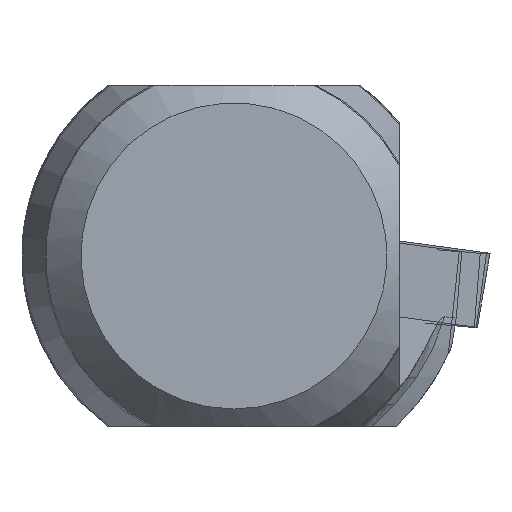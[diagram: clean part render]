
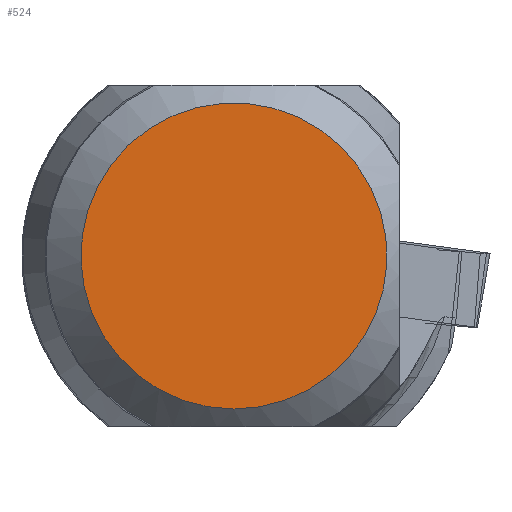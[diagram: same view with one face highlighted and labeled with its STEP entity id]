
A CAD part, left-side view. The second image highlights one B-rep face of the part: STEP entity #524.
In plain terms, the highlighted planar face has unit normal (-1, 0, 0).
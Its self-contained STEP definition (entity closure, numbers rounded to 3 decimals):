
#201=PLANE('',#1724);
#256=FACE_OUTER_BOUND('',#672,.T.);
#524=ADVANCED_FACE('',(#256),#201,.T.);
#672=EDGE_LOOP('',(#926));
#926=ORIENTED_EDGE('',*,*,#1458,.F.);
#1272=VERTEX_POINT('',#2663);
#1458=EDGE_CURVE('',#1272,#1272,#1615,.T.);
#1615=CIRCLE('',#1713,6.493);
#1713=AXIS2_PLACEMENT_3D('',#2662,#1988,#1989);
#1724=AXIS2_PLACEMENT_3D('',#2713,#2010,#2011);
#1988=DIRECTION('',(1.,0.,0.));
#1989=DIRECTION('',(0.,0.,-1.));
#2010=DIRECTION('',(-1.,0.,0.));
#2011=DIRECTION('',(0.,0.,-1.));
#2662=CARTESIAN_POINT('',(-201.515,11.709,0.));
#2663=CARTESIAN_POINT('',(-201.515,11.709,-6.492));
#2713=CARTESIAN_POINT('',(-201.515,11.709,0.));
